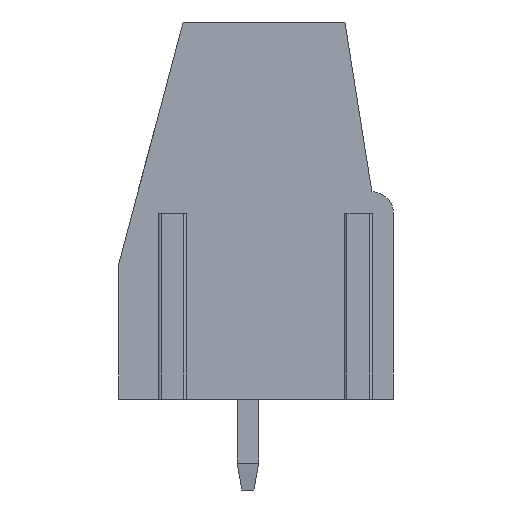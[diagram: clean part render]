
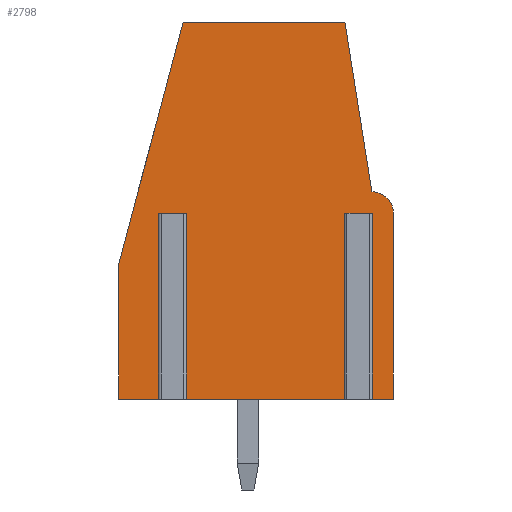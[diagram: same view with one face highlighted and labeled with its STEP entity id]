
A CAD part, front view. The second image highlights one B-rep face of the part: STEP entity #2798.
In plain terms, the highlighted planar face has unit normal (0, -1, 0).
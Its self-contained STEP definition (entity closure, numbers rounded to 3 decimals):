
#71=LINE('',#4911,#382);
#105=LINE('',#4980,#416);
#114=LINE('',#5006,#425);
#116=LINE('',#5010,#427);
#118=LINE('',#5015,#429);
#271=LINE('',#5401,#582);
#273=LINE('',#5408,#584);
#319=LINE('',#5523,#630);
#326=LINE('',#5536,#637);
#329=LINE('',#5543,#640);
#330=LINE('',#5544,#641);
#331=LINE('',#5545,#642);
#338=LINE('',#5557,#649);
#339=LINE('',#5559,#650);
#382=VECTOR('',#4133,1000.);
#416=VECTOR('',#4185,1000.);
#425=VECTOR('',#4210,1000.);
#427=VECTOR('',#4214,1000.);
#429=VECTOR('',#4218,1000.);
#582=VECTOR('',#4593,1000.);
#584=VECTOR('',#4601,1000.);
#630=VECTOR('',#4715,1000.);
#637=VECTOR('',#4724,1000.);
#640=VECTOR('',#4735,1000.);
#641=VECTOR('',#4736,1000.);
#642=VECTOR('',#4737,1000.);
#649=VECTOR('',#4750,1000.);
#650=VECTOR('',#4753,1000.);
#1324=ORIENTED_EDGE('',*,*,#1478,.F.);
#1325=ORIENTED_EDGE('',*,*,#1493,.T.);
#1326=ORIENTED_EDGE('',*,*,#1742,.T.);
#1327=ORIENTED_EDGE('',*,*,#1739,.T.);
#1328=ORIENTED_EDGE('',*,*,#1754,.T.);
#1329=ORIENTED_EDGE('',*,*,#1444,.T.);
#1330=ORIENTED_EDGE('',*,*,#1752,.T.);
#1331=ORIENTED_EDGE('',*,*,#1753,.T.);
#1332=ORIENTED_EDGE('',*,*,#1732,.T.);
#1333=ORIENTED_EDGE('',*,*,#1744,.T.);
#1334=ORIENTED_EDGE('',*,*,#1676,.F.);
#1335=ORIENTED_EDGE('',*,*,#1495,.F.);
#1336=ORIENTED_EDGE('',*,*,#1679,.T.);
#1337=ORIENTED_EDGE('',*,*,#1743,.T.);
#1338=ORIENTED_EDGE('',*,*,#1491,.F.);
#1444=EDGE_CURVE('',#1809,#1812,#71,.T.);
#1478=EDGE_CURVE('',#1838,#1839,#105,.T.);
#1491=EDGE_CURVE('',#1839,#1847,#114,.T.);
#1493=EDGE_CURVE('',#1838,#1848,#116,.T.);
#1495=EDGE_CURVE('',#1850,#1851,#118,.T.);
#1676=EDGE_CURVE('',#1851,#1972,#271,.T.);
#1679=EDGE_CURVE('',#1850,#1974,#273,.T.);
#1732=EDGE_CURVE('',#2010,#2009,#319,.T.);
#1739=EDGE_CURVE('',#2011,#2014,#326,.T.);
#1742=EDGE_CURVE('',#1848,#2011,#329,.T.);
#1743=EDGE_CURVE('',#1974,#1847,#330,.T.);
#1744=EDGE_CURVE('',#2009,#1972,#331,.T.);
#1752=EDGE_CURVE('',#1812,#2016,#338,.T.);
#1753=EDGE_CURVE('',#2016,#2010,#339,.T.);
#1754=EDGE_CURVE('',#2014,#1809,#2090,.T.);
#1809=VERTEX_POINT('',#4905);
#1812=VERTEX_POINT('',#4910);
#1838=VERTEX_POINT('',#4979);
#1839=VERTEX_POINT('',#4981);
#1847=VERTEX_POINT('',#5005);
#1848=VERTEX_POINT('',#5009);
#1850=VERTEX_POINT('',#5014);
#1851=VERTEX_POINT('',#5016);
#1972=VERTEX_POINT('',#5400);
#1974=VERTEX_POINT('',#5407);
#2009=VERTEX_POINT('',#5522);
#2010=VERTEX_POINT('',#5524);
#2011=VERTEX_POINT('',#5530);
#2014=VERTEX_POINT('',#5535);
#2016=VERTEX_POINT('',#5556);
#2090=CIRCLE('',#4044,0.8);
#2285=EDGE_LOOP('',(#1324,#1325,#1326,#1327,#1328,#1329,#1330,#1331,#1332,
#1333,#1334,#1335,#1336,#1337,#1338));
#2490=FACE_BOUND('',#2285,.T.);
#2632=PLANE('',#4045);
#2798=ADVANCED_FACE('',(#2490),#2632,.T.);
#4044=AXIS2_PLACEMENT_3D('',#5561,#4756,#4757);
#4045=AXIS2_PLACEMENT_3D('',#5562,#4758,#4759);
#4133=DIRECTION('',(-0.156,0.,0.988));
#4185=DIRECTION('',(-1.,0.,0.));
#4210=DIRECTION('',(0.,0.,-1.));
#4214=DIRECTION('',(0.,0.,-1.));
#4218=DIRECTION('',(-1.,0.,0.));
#4593=DIRECTION('',(0.,0.,-1.));
#4601=DIRECTION('',(0.,0.,-1.));
#4715=DIRECTION('',(0.,0.,-1.));
#4724=DIRECTION('',(0.,0.,1.));
#4735=DIRECTION('',(1.,0.,0.));
#4736=DIRECTION('',(1.,0.,0.));
#4737=DIRECTION('',(1.,0.,0.));
#4750=DIRECTION('',(-1.,0.,0.));
#4753=DIRECTION('',(-0.257,0.,-0.966));
#4756=DIRECTION('',(0.,-1.,0.));
#4757=DIRECTION('',(-1.,0.,0.));
#4758=DIRECTION('',(0.,-1.,0.));
#4759=DIRECTION('',(0.,0.,-1.));
#4905=CARTESIAN_POINT('',(-0.8,-18.75,7.7));
#4910=CARTESIAN_POINT('',(-1.798,-18.75,14.));
#4911=CARTESIAN_POINT('',(-1.798,-18.75,14.));
#4979=CARTESIAN_POINT('',(-1.02,-18.75,6.9));
#4980=CARTESIAN_POINT('',(-1.02,-18.75,6.9));
#4981=CARTESIAN_POINT('',(-1.58,-18.75,6.9));
#5005=CARTESIAN_POINT('',(-1.58,-18.75,0.));
#5006=CARTESIAN_POINT('',(-1.58,-18.75,6.9));
#5009=CARTESIAN_POINT('',(-1.02,-18.75,0.));
#5010=CARTESIAN_POINT('',(-1.02,-18.75,6.9));
#5014=CARTESIAN_POINT('',(-7.92,-18.75,6.9));
#5015=CARTESIAN_POINT('',(-7.92,-18.75,6.9));
#5016=CARTESIAN_POINT('',(-8.48,-18.75,6.9));
#5400=CARTESIAN_POINT('',(-8.48,-18.75,0.));
#5401=CARTESIAN_POINT('',(-8.48,-18.75,6.9));
#5407=CARTESIAN_POINT('',(-7.92,-18.75,0.));
#5408=CARTESIAN_POINT('',(-7.92,-18.75,6.9));
#5522=CARTESIAN_POINT('',(-10.2,-18.75,0.));
#5523=CARTESIAN_POINT('',(-10.2,-18.75,5.));
#5524=CARTESIAN_POINT('',(-10.2,-18.75,5.));
#5530=CARTESIAN_POINT('',(0.,-18.75,0.));
#5535=CARTESIAN_POINT('',(0.,-18.75,6.9));
#5536=CARTESIAN_POINT('',(0.,-18.75,6.9));
#5543=CARTESIAN_POINT('',(-10.2,-18.75,0.));
#5544=CARTESIAN_POINT('',(-10.2,-18.75,0.));
#5545=CARTESIAN_POINT('',(-10.2,-18.75,0.));
#5556=CARTESIAN_POINT('',(-7.805,-18.75,14.));
#5557=CARTESIAN_POINT('',(-7.805,-18.75,14.));
#5559=CARTESIAN_POINT('',(-10.2,-18.75,5.));
#5561=CARTESIAN_POINT('',(-0.8,-18.75,6.9));
#5562=CARTESIAN_POINT('',(-0.8,-18.75,6.9));
